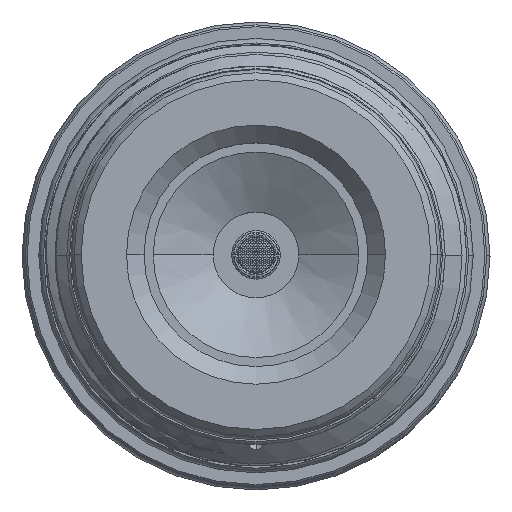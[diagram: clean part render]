
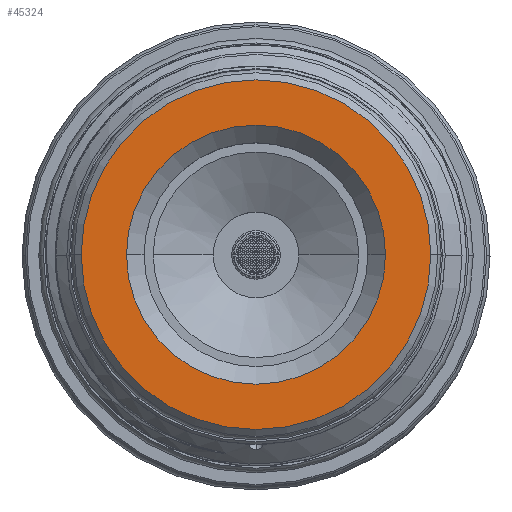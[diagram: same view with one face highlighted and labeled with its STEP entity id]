
A CAD part, top view. The second image highlights one B-rep face of the part: STEP entity #45324.
In plain terms, the highlighted planar face has unit normal (0, 0, 1).
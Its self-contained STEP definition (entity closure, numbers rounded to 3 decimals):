
#894 = CIRCLE ( 'NONE', #16360, 19.84 ) ;
#4502 = DIRECTION ( 'NONE',  ( -1., 0., 0. ) ) ;
#4571 = DIRECTION ( 'NONE',  ( 0., 0., -1. ) ) ;
#5833 = FACE_BOUND ( 'NONE', #45015, .T. ) ;
#7962 = CARTESIAN_POINT ( 'NONE',  ( -14.7, 0., 156.372 ) ) ;
#8133 = CIRCLE ( 'NONE', #39595, 14.7 ) ;
#9062 = CARTESIAN_POINT ( 'NONE',  ( -19.84, 0., 156.372 ) ) ;
#9782 = VERTEX_POINT ( 'NONE', #9062 ) ;
#10068 = DIRECTION ( 'NONE',  ( -1., 0., 0. ) ) ;
#11606 = DIRECTION ( 'NONE',  ( 0., 0., -1. ) ) ;
#12416 = CARTESIAN_POINT ( 'NONE',  ( 0., 0., 156.372 ) ) ;
#16360 = AXIS2_PLACEMENT_3D ( 'NONE', #12416, #11606, #54168 ) ;
#17629 = CIRCLE ( 'NONE', #25048, 14.7 ) ;
#19103 = CIRCLE ( 'NONE', #53273, 19.84 ) ;
#21471 = ORIENTED_EDGE ( 'NONE', *, *, #48726, .F. ) ;
#21615 = DIRECTION ( 'NONE',  ( 0., 0., -1. ) ) ;
#21656 = PLANE ( 'NONE',  #39951 ) ;
#22324 = EDGE_CURVE ( 'NONE', #29761, #58924, #17629, .T. ) ;
#25048 = AXIS2_PLACEMENT_3D ( 'NONE', #59113, #21615, #4502 ) ;
#25158 = DIRECTION ( 'NONE',  ( 0., 0., -1. ) ) ;
#25507 = DIRECTION ( 'NONE',  ( 0., 0., -1. ) ) ;
#25785 = VERTEX_POINT ( 'NONE', #25886 ) ;
#25886 = CARTESIAN_POINT ( 'NONE',  ( 19.84, 0., 156.372 ) ) ;
#26119 = DIRECTION ( 'NONE',  ( -1., 0., 0. ) ) ;
#29761 = VERTEX_POINT ( 'NONE', #36717 ) ;
#35168 = EDGE_LOOP ( 'NONE', ( #59880, #21471 ) ) ;
#35205 = ORIENTED_EDGE ( 'NONE', *, *, #48988, .T. ) ;
#35921 = EDGE_CURVE ( 'NONE', #9782, #25785, #894, .T. ) ;
#36717 = CARTESIAN_POINT ( 'NONE',  ( 14.7, 0., 156.372 ) ) ;
#37561 = CARTESIAN_POINT ( 'NONE',  ( 0., 0., 156.372 ) ) ;
#39566 = CARTESIAN_POINT ( 'NONE',  ( 0., 0., 156.372 ) ) ;
#39595 = AXIS2_PLACEMENT_3D ( 'NONE', #37561, #4571, #10068 ) ;
#39951 = AXIS2_PLACEMENT_3D ( 'NONE', #39566, #25507, #26119 ) ;
#45015 = EDGE_LOOP ( 'NONE', ( #45834, #35205 ) ) ;
#45324 = ADVANCED_FACE ( 'NONE', ( #5833, #59643 ), #21656, .F. ) ;
#45834 = ORIENTED_EDGE ( 'NONE', *, *, #22324, .T. ) ;
#48726 = EDGE_CURVE ( 'NONE', #25785, #9782, #19103, .T. ) ;
#48807 = DIRECTION ( 'NONE',  ( -1., 0., 0. ) ) ;
#48988 = EDGE_CURVE ( 'NONE', #58924, #29761, #8133, .T. ) ;
#53273 = AXIS2_PLACEMENT_3D ( 'NONE', #57399, #25158, #48807 ) ;
#54168 = DIRECTION ( 'NONE',  ( -1., 0., 0. ) ) ;
#57399 = CARTESIAN_POINT ( 'NONE',  ( 0., 0., 156.372 ) ) ;
#58924 = VERTEX_POINT ( 'NONE', #7962 ) ;
#59113 = CARTESIAN_POINT ( 'NONE',  ( 0., 0., 156.372 ) ) ;
#59643 = FACE_OUTER_BOUND ( 'NONE', #35168, .T. ) ;
#59880 = ORIENTED_EDGE ( 'NONE', *, *, #35921, .F. ) ;
